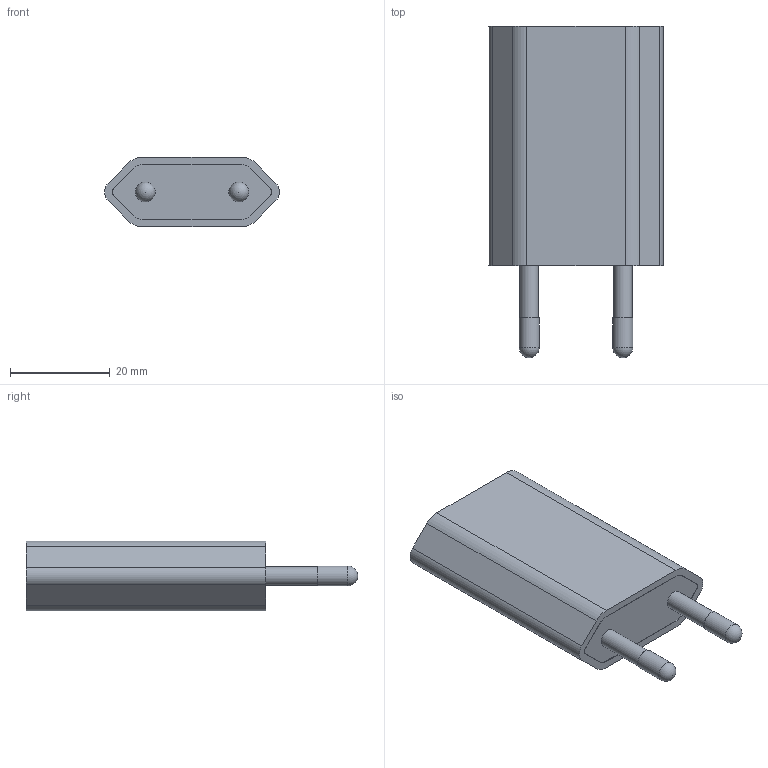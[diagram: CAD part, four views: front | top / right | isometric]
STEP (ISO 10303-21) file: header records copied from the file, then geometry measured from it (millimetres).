
FILE_DESCRIPTION(/* description */ (''),/* implementation_level */ '2;1');
FILE_NAME(/* name */ '0001.stp',/* time_stamp */ '2019-12-12T19:56:42+01:00',/* author */ ('IKEVE'),/* organization */ (''),/* preprocessor_version */ 'ST-DEVELOPER v17',/* originating_system */ 'Autodesk Inventor 2019',/* authorisation */ '');
FILE_SCHEMA (('AUTOMOTIVE_DESIGN { 1 0 10303 214 3 1 1 }'));
Length unit declared in the file: millimetre
Products named in the file (1): 0001
Bounding box: 34.98 x 66.4 x 14 mm (x, y, z)
Volume: 19700.8 mm3; surface area: 5946.6 mm2
Topology: 3 solids, 3 shells, 110 faces, 274 edges, 180 vertices
Faces by surface type: plane 74, cylinder 34, sphere 2
Full cylindrical faces by diameter (mm): 3.7 x2, 4 x2
Entity records: 3388 total; most frequent: DIRECTION 570, CARTESIAN_POINT 563, ORIENTED_EDGE 544, EDGE_CURVE 272, LINE 196, VECTOR 196, AXIS2_PLACEMENT_3D 187, VERTEX_POINT 180
